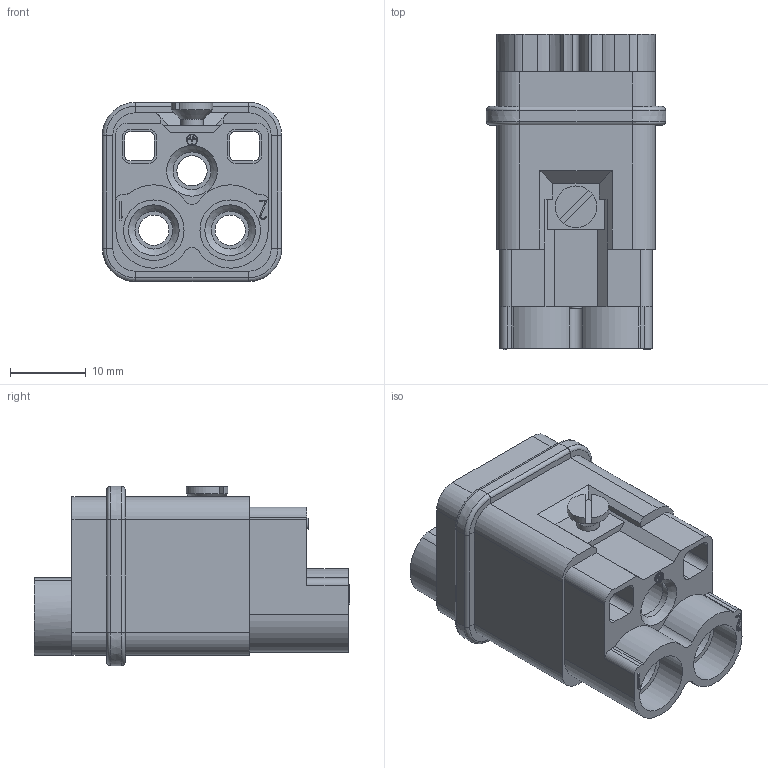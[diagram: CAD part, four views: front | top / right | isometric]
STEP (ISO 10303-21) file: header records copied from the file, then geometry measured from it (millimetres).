
FILE_DESCRIPTION(/* description */ (''),/* implementation_level */ '2;1');
FILE_NAME(/* name */ '100198345ugm000_b.stp',/* time_stamp */ '2017-10-31T10:24:04+01:00',/* author */ (''),/* organization */ (''),/* preprocessor_version */ 'ST-DEVELOPER v16',/* originating_system */ 'SIEMENS PLM Software NX 10.0',/* authorisation */ '');
FILE_SCHEMA (('AUTOMOTIVE_DESIGN { 1 0 10303 214 3 1 1 1 }'));
Length unit declared in the file: millimetre
Products named in the file (1): 100198345ugm000_b
Bounding box: 23.7 x 41.75 x 23.7 mm (x, y, z)
Volume: 9260.8 mm3; surface area: 7571.3 mm2
Topology: 1 solids, 1 shells, 387 faces, 985 edges, 646 vertices
Faces by surface type: plane 268, cylinder 86, bspline 29, cone 4
Full cylindrical faces by diameter (mm): 0.35 x1, 0.491 x1, 1.32 x1, 1.5 x1, 2.2 x1, 2.5 x1, 3 x1, 4 x3, 5 x3, 6.4 x3, 8 x2, 8.2 x2
Entity records: 12947 total; most frequent: CARTESIAN_POINT 2948, ORIENTED_EDGE 1922, DIRECTION 1824, EDGE_CURVE 961, LINE 702, VECTOR 702, VERTEX_POINT 642, AXIS2_PLACEMENT_3D 561
